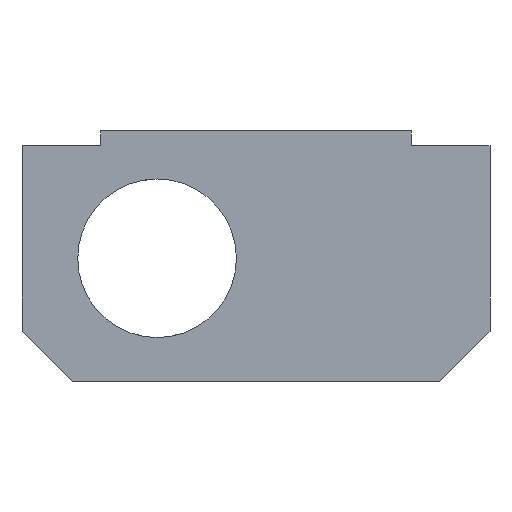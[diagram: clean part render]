
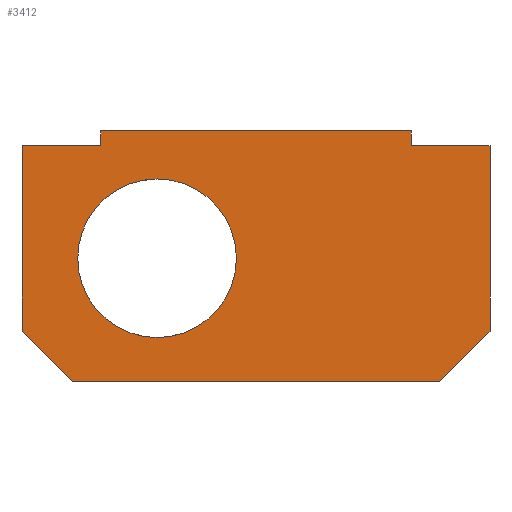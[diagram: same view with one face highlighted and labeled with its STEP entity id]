
A CAD part, front view. The second image highlights one B-rep face of the part: STEP entity #3412.
In plain terms, the highlighted planar face has unit normal (0, -1, 0).
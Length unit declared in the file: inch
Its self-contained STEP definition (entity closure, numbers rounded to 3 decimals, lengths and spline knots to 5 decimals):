
#26=PLANE('',#3630);
#48=FACE_BOUND('',#444,.T.);
#94=CIRCLE('',#3614,0.31693);
#251=FACE_OUTER_BOUND('',#443,.T.);
#443=EDGE_LOOP('',(#2872,#2873,#2874,#2875,#2876,#2877,#2878,#2879,#2880,
#2881));
#444=EDGE_LOOP('',(#2882));
#944=LINE('',#10717,#1118);
#949=LINE('',#10726,#1123);
#953=LINE('',#10735,#1127);
#954=LINE('',#10738,#1128);
#962=LINE('',#10932,#1136);
#969=LINE('',#12210,#1143);
#971=LINE('',#12469,#1145);
#972=LINE('',#12471,#1146);
#973=LINE('',#12473,#1147);
#974=LINE('',#12474,#1148);
#1118=VECTOR('',#4118,0.3937);
#1123=VECTOR('',#4125,0.3937);
#1127=VECTOR('',#4131,0.3937);
#1128=VECTOR('',#4134,0.3937);
#1136=VECTOR('',#4146,0.3937);
#1143=VECTOR('',#4161,0.3937);
#1145=VECTOR('',#4173,0.3937);
#1146=VECTOR('',#4176,0.3937);
#1147=VECTOR('',#4177,0.3937);
#1148=VECTOR('',#4178,0.3937);
#1475=VERTEX_POINT('',#10387);
#1485=VERTEX_POINT('',#10713);
#1487=VERTEX_POINT('',#10716);
#1490=VERTEX_POINT('',#10723);
#1492=VERTEX_POINT('',#10729);
#1494=VERTEX_POINT('',#10733);
#1495=VERTEX_POINT('',#10737);
#1501=VERTEX_POINT('',#10931);
#1505=VERTEX_POINT('',#12207);
#1506=VERTEX_POINT('',#12209);
#1507=VERTEX_POINT('',#12472);
#1950=EDGE_CURVE('',#1475,#1475,#94,.T.);
#1968=EDGE_CURVE('',#1487,#1485,#944,.T.);
#1973=EDGE_CURVE('',#1490,#1487,#949,.T.);
#1977=EDGE_CURVE('',#1492,#1494,#953,.T.);
#1978=EDGE_CURVE('',#1494,#1495,#954,.T.);
#1990=EDGE_CURVE('',#1490,#1501,#962,.T.);
#2009=EDGE_CURVE('',#1505,#1506,#969,.T.);
#2017=EDGE_CURVE('',#1501,#1505,#971,.T.);
#2018=EDGE_CURVE('',#1492,#1485,#972,.T.);
#2019=EDGE_CURVE('',#1507,#1495,#973,.T.);
#2020=EDGE_CURVE('',#1506,#1507,#974,.T.);
#2872=ORIENTED_EDGE('',*,*,#1968,.T.);
#2873=ORIENTED_EDGE('',*,*,#2018,.F.);
#2874=ORIENTED_EDGE('',*,*,#1977,.T.);
#2875=ORIENTED_EDGE('',*,*,#1978,.T.);
#2876=ORIENTED_EDGE('',*,*,#2019,.F.);
#2877=ORIENTED_EDGE('',*,*,#2020,.F.);
#2878=ORIENTED_EDGE('',*,*,#2009,.F.);
#2879=ORIENTED_EDGE('',*,*,#2017,.F.);
#2880=ORIENTED_EDGE('',*,*,#1990,.F.);
#2881=ORIENTED_EDGE('',*,*,#1973,.T.);
#2882=ORIENTED_EDGE('',*,*,#1950,.F.);
#3412=ADVANCED_FACE('',(#251,#48),#26,.F.);
#3614=AXIS2_PLACEMENT_3D('',#10389,#4106,#4107);
#3630=AXIS2_PLACEMENT_3D('',#12470,#4174,#4175);
#4106=DIRECTION('center_axis',(0.,-1.,0.));
#4107=DIRECTION('ref_axis',(1.,0.,0.));
#4118=DIRECTION('',(0.,0.,1.));
#4125=DIRECTION('',(-1.,0.,0.));
#4131=DIRECTION('',(0.,0.,-1.));
#4134=DIRECTION('',(-1.,0.,0.));
#4146=DIRECTION('',(0.,0.,-1.));
#4161=DIRECTION('',(-1.,0.,0.));
#4173=DIRECTION('',(-0.707,0.,-0.707));
#4174=DIRECTION('center_axis',(0.,1.,0.));
#4175=DIRECTION('ref_axis',(1.,0.,0.));
#4176=DIRECTION('',(1.,0.,0.));
#4177=DIRECTION('',(0.,0.,1.));
#4178=DIRECTION('',(-0.707,0.,0.707));
#10387=CARTESIAN_POINT('',(0.22281,0.2,0.49094));
#10389=CARTESIAN_POINT('Origin',(0.53974,0.2,0.49094));
#10713=CARTESIAN_POINT('',(1.55512,0.2,1.));
#10716=CARTESIAN_POINT('',(1.55512,0.2,0.94094));
#10717=CARTESIAN_POINT('',(1.55512,0.2,0.75));
#10723=CARTESIAN_POINT('',(1.87008,0.2,0.94094));
#10726=CARTESIAN_POINT('',(1.32382,0.2,0.94094));
#10729=CARTESIAN_POINT('',(0.31496,0.2,1.));
#10733=CARTESIAN_POINT('',(0.31496,0.2,0.94094));
#10735=CARTESIAN_POINT('',(0.31496,0.2,0.75));
#10737=CARTESIAN_POINT('',(0.,0.2,0.94094));
#10738=CARTESIAN_POINT('',(0.54626,0.2,0.94094));
#10931=CARTESIAN_POINT('',(1.87008,0.2,0.2));
#10932=CARTESIAN_POINT('',(1.87008,0.2,0.75));
#12207=CARTESIAN_POINT('',(1.67008,0.2,0.));
#12209=CARTESIAN_POINT('',(0.2,0.2,0.));
#12210=CARTESIAN_POINT('',(1.40256,0.2,0.));
#12469=CARTESIAN_POINT('',(1.66132,0.2,-0.00876));
#12470=CARTESIAN_POINT('Origin',(0.93504,0.2,0.5));
#12471=CARTESIAN_POINT('',(0.46752,0.2,1.));
#12472=CARTESIAN_POINT('',(0.,0.2,0.2));
#12473=CARTESIAN_POINT('',(0.,0.2,0.25));
#12474=CARTESIAN_POINT('',(0.20876,0.2,-0.00876));
